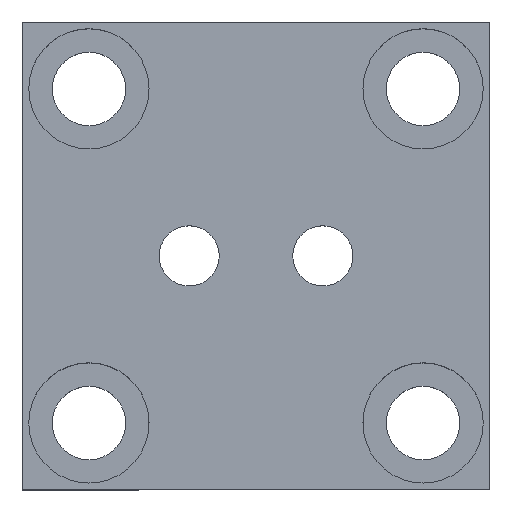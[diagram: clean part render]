
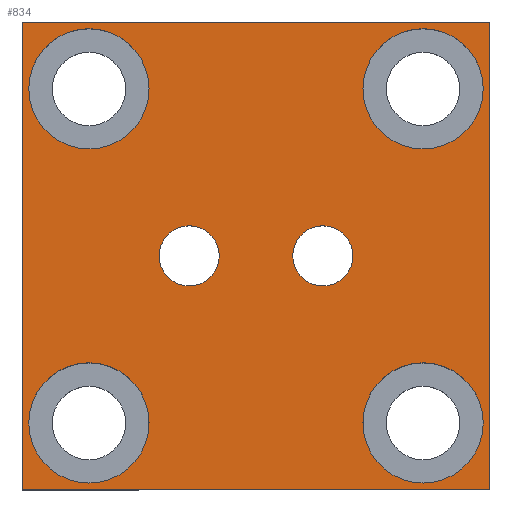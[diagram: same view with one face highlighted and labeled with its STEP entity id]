
A CAD part, top view. The second image highlights one B-rep face of the part: STEP entity #834.
In plain terms, the highlighted planar face has unit normal (0, 0, 1).
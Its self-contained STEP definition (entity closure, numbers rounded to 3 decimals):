
#7 = FACE_BOUND ( 'NONE', #551, .T. ) ;
#10 = ORIENTED_EDGE ( 'NONE', *, *, #611, .F. ) ;
#26 = EDGE_CURVE ( 'NONE', #1143, #657, #1018, .T. ) ;
#45 = VERTEX_POINT ( 'NONE', #769 ) ;
#52 = EDGE_CURVE ( 'NONE', #102, #924, #576, .T. ) ;
#56 = VECTOR ( 'NONE', #1140, 1000. ) ;
#57 = DIRECTION ( 'NONE',  ( 0., 0., 1. ) ) ;
#59 = DIRECTION ( 'NONE',  ( 0., 0., 1. ) ) ;
#68 = CARTESIAN_POINT ( 'NONE',  ( -14.5, 0., 20. ) ) ;
#70 = EDGE_CURVE ( 'NONE', #759, #578, #230, .T. ) ;
#76 = DIRECTION ( 'NONE',  ( 1., 0., 0. ) ) ;
#78 = CARTESIAN_POINT ( 'NONE',  ( 35., -35., 20. ) ) ;
#80 = DIRECTION ( 'NONE',  ( 0., 0., 1. ) ) ;
#82 = CARTESIAN_POINT ( 'NONE',  ( -34., -25., 20. ) ) ;
#84 = FACE_BOUND ( 'NONE', #353, .T. ) ;
#92 = DIRECTION ( 'NONE',  ( 1., 0., 0. ) ) ;
#96 = CIRCLE ( 'NONE', #904, 4.5 ) ;
#102 = VERTEX_POINT ( 'NONE', #68 ) ;
#103 = VERTEX_POINT ( 'NONE', #159 ) ;
#107 = FACE_BOUND ( 'NONE', #1107, .T. ) ;
#128 = CIRCLE ( 'NONE', #188, 9. ) ;
#130 = ORIENTED_EDGE ( 'NONE', *, *, #645, .F. ) ;
#132 = ORIENTED_EDGE ( 'NONE', *, *, #70, .F. ) ;
#136 = CARTESIAN_POINT ( 'NONE',  ( -10., 0., 20. ) ) ;
#145 = ORIENTED_EDGE ( 'NONE', *, *, #1148, .F. ) ;
#159 = CARTESIAN_POINT ( 'NONE',  ( 34., -25., 20. ) ) ;
#167 = CARTESIAN_POINT ( 'NONE',  ( 16., -25., 20. ) ) ;
#168 = FACE_OUTER_BOUND ( 'NONE', #1005, .T. ) ;
#174 = EDGE_CURVE ( 'NONE', #508, #45, #1058, .T. ) ;
#178 = DIRECTION ( 'NONE',  ( 1., 0., 0. ) ) ;
#183 = FACE_BOUND ( 'NONE', #581, .T. ) ;
#188 = AXIS2_PLACEMENT_3D ( 'NONE', #670, #509, #500 ) ;
#191 = ORIENTED_EDGE ( 'NONE', *, *, #568, .F. ) ;
#193 = EDGE_CURVE ( 'NONE', #217, #1143, #443, .T. ) ;
#197 = CARTESIAN_POINT ( 'NONE',  ( -35., -35., 20. ) ) ;
#217 = VERTEX_POINT ( 'NONE', #78 ) ;
#230 = CIRCLE ( 'NONE', #952, 4.5 ) ;
#234 = AXIS2_PLACEMENT_3D ( 'NONE', #1024, #664, #672 ) ;
#236 = EDGE_CURVE ( 'NONE', #657, #996, #588, .T. ) ;
#237 = DIRECTION ( 'NONE',  ( 1., 0., 0. ) ) ;
#241 = CARTESIAN_POINT ( 'NONE',  ( 16., 25., 20. ) ) ;
#243 = LINE ( 'NONE', #567, #1101 ) ;
#267 = DIRECTION ( 'NONE',  ( 1., 0., 0. ) ) ;
#270 = EDGE_LOOP ( 'NONE', ( #289, #324 ) ) ;
#272 = PLANE ( 'NONE',  #850 ) ;
#289 = ORIENTED_EDGE ( 'NONE', *, *, #721, .F. ) ;
#295 = VERTEX_POINT ( 'NONE', #82 ) ;
#313 = DIRECTION ( 'NONE',  ( 1., 0., 0. ) ) ;
#323 = DIRECTION ( 'NONE',  ( 0., 0., 1. ) ) ;
#324 = ORIENTED_EDGE ( 'NONE', *, *, #1030, .F. ) ;
#332 = VECTOR ( 'NONE', #773, 1000. ) ;
#343 = EDGE_CURVE ( 'NONE', #45, #508, #387, .T. ) ;
#346 = AXIS2_PLACEMENT_3D ( 'NONE', #783, #698, #178 ) ;
#348 = DIRECTION ( 'NONE',  ( 0., 0., 1. ) ) ;
#353 = EDGE_LOOP ( 'NONE', ( #1130, #130 ) ) ;
#362 = CARTESIAN_POINT ( 'NONE',  ( 35., -35., 20. ) ) ;
#377 = AXIS2_PLACEMENT_3D ( 'NONE', #593, #59, #76 ) ;
#378 = EDGE_LOOP ( 'NONE', ( #132, #550 ) ) ;
#382 = ORIENTED_EDGE ( 'NONE', *, *, #343, .F. ) ;
#387 = CIRCLE ( 'NONE', #543, 9. ) ;
#402 = CIRCLE ( 'NONE', #234, 9. ) ;
#411 = CARTESIAN_POINT ( 'NONE',  ( 34., 25., 20. ) ) ;
#443 = LINE ( 'NONE', #362, #332 ) ;
#451 = CARTESIAN_POINT ( 'NONE',  ( 25., -25., 20. ) ) ;
#487 = ORIENTED_EDGE ( 'NONE', *, *, #174, .F. ) ;
#493 = EDGE_CURVE ( 'NONE', #996, #217, #243, .T. ) ;
#500 = DIRECTION ( 'NONE',  ( 1., 0., 0. ) ) ;
#504 = ORIENTED_EDGE ( 'NONE', *, *, #26, .T. ) ;
#508 = VERTEX_POINT ( 'NONE', #1028 ) ;
#509 = DIRECTION ( 'NONE',  ( 0., 0., 1. ) ) ;
#521 = CARTESIAN_POINT ( 'NONE',  ( -10., 0., 20. ) ) ;
#543 = AXIS2_PLACEMENT_3D ( 'NONE', #901, #554, #92 ) ;
#546 = VECTOR ( 'NONE', #1125, 1000. ) ;
#550 = ORIENTED_EDGE ( 'NONE', *, *, #735, .F. ) ;
#551 = EDGE_LOOP ( 'NONE', ( #145, #10 ) ) ;
#554 = DIRECTION ( 'NONE',  ( 0., 0., 1. ) ) ;
#560 = AXIS2_PLACEMENT_3D ( 'NONE', #731, #646, #923 ) ;
#564 = VERTEX_POINT ( 'NONE', #947 ) ;
#567 = CARTESIAN_POINT ( 'NONE',  ( 35., -35., 20. ) ) ;
#568 = EDGE_CURVE ( 'NONE', #694, #103, #402, .T. ) ;
#576 = CIRCLE ( 'NONE', #702, 4.5 ) ;
#578 = VERTEX_POINT ( 'NONE', #842 ) ;
#581 = EDGE_LOOP ( 'NONE', ( #718, #191 ) ) ;
#588 = LINE ( 'NONE', #887, #56 ) ;
#593 = CARTESIAN_POINT ( 'NONE',  ( -25., -25., 20. ) ) ;
#611 = EDGE_CURVE ( 'NONE', #622, #653, #128, .T. ) ;
#617 = DIRECTION ( 'NONE',  ( 1., 0., 0. ) ) ;
#622 = VERTEX_POINT ( 'NONE', #241 ) ;
#645 = EDGE_CURVE ( 'NONE', #924, #102, #755, .T. ) ;
#646 = DIRECTION ( 'NONE',  ( 0., 0., 1. ) ) ;
#649 = FACE_BOUND ( 'NONE', #270, .T. ) ;
#653 = VERTEX_POINT ( 'NONE', #411 ) ;
#657 = VERTEX_POINT ( 'NONE', #968 ) ;
#664 = DIRECTION ( 'NONE',  ( 0., 0., 1. ) ) ;
#670 = CARTESIAN_POINT ( 'NONE',  ( 25., 25., 20. ) ) ;
#672 = DIRECTION ( 'NONE',  ( 1., 0., 0. ) ) ;
#694 = VERTEX_POINT ( 'NONE', #167 ) ;
#698 = DIRECTION ( 'NONE',  ( 0., 0., 1. ) ) ;
#702 = AXIS2_PLACEMENT_3D ( 'NONE', #521, #959, #237 ) ;
#718 = ORIENTED_EDGE ( 'NONE', *, *, #800, .F. ) ;
#721 = EDGE_CURVE ( 'NONE', #564, #295, #785, .T. ) ;
#728 = ORIENTED_EDGE ( 'NONE', *, *, #193, .T. ) ;
#731 = CARTESIAN_POINT ( 'NONE',  ( 25., 25., 20. ) ) ;
#735 = EDGE_CURVE ( 'NONE', #578, #759, #96, .T. ) ;
#742 = AXIS2_PLACEMENT_3D ( 'NONE', #927, #323, #918 ) ;
#755 = CIRCLE ( 'NONE', #884, 4.5 ) ;
#756 = DIRECTION ( 'NONE',  ( 1., 0., 0. ) ) ;
#759 = VERTEX_POINT ( 'NONE', #766 ) ;
#766 = CARTESIAN_POINT ( 'NONE',  ( 5.5, 0., 20. ) ) ;
#769 = CARTESIAN_POINT ( 'NONE',  ( -34., 25., 20. ) ) ;
#773 = DIRECTION ( 'NONE',  ( 0., 1., 0. ) ) ;
#781 = CIRCLE ( 'NONE', #742, 9. ) ;
#783 = CARTESIAN_POINT ( 'NONE',  ( -25., 25., 20. ) ) ;
#784 = CIRCLE ( 'NONE', #1142, 9. ) ;
#785 = CIRCLE ( 'NONE', #377, 9. ) ;
#798 = DIRECTION ( 'NONE',  ( 0., 0., 1. ) ) ;
#800 = EDGE_CURVE ( 'NONE', #103, #694, #784, .T. ) ;
#834 = ADVANCED_FACE ( 'NONE', ( #7, #183, #649, #107, #1137, #168, #84 ), #272, .T. ) ;
#838 = ORIENTED_EDGE ( 'NONE', *, *, #236, .T. ) ;
#842 = CARTESIAN_POINT ( 'NONE',  ( 14.5, 0., 20. ) ) ;
#844 = CARTESIAN_POINT ( 'NONE',  ( 35., 35., 20. ) ) ;
#850 = AXIS2_PLACEMENT_3D ( 'NONE', #1158, #80, #267 ) ;
#858 = DIRECTION ( 'NONE',  ( 0., 0., 1. ) ) ;
#860 = DIRECTION ( 'NONE',  ( 1., 0., 0. ) ) ;
#884 = AXIS2_PLACEMENT_3D ( 'NONE', #136, #858, #860 ) ;
#887 = CARTESIAN_POINT ( 'NONE',  ( -35., -35., 20. ) ) ;
#898 = CIRCLE ( 'NONE', #560, 9. ) ;
#901 = CARTESIAN_POINT ( 'NONE',  ( -25., 25., 20. ) ) ;
#904 = AXIS2_PLACEMENT_3D ( 'NONE', #955, #348, #1042 ) ;
#911 = ORIENTED_EDGE ( 'NONE', *, *, #493, .T. ) ;
#918 = DIRECTION ( 'NONE',  ( 1., 0., 0. ) ) ;
#923 = DIRECTION ( 'NONE',  ( 1., 0., 0. ) ) ;
#924 = VERTEX_POINT ( 'NONE', #998 ) ;
#927 = CARTESIAN_POINT ( 'NONE',  ( -25., -25., 20. ) ) ;
#947 = CARTESIAN_POINT ( 'NONE',  ( -16., -25., 20. ) ) ;
#952 = AXIS2_PLACEMENT_3D ( 'NONE', #957, #57, #756 ) ;
#955 = CARTESIAN_POINT ( 'NONE',  ( 10., 0., 20. ) ) ;
#957 = CARTESIAN_POINT ( 'NONE',  ( 10., 0., 20. ) ) ;
#959 = DIRECTION ( 'NONE',  ( 0., 0., 1. ) ) ;
#968 = CARTESIAN_POINT ( 'NONE',  ( -35., 35., 20. ) ) ;
#996 = VERTEX_POINT ( 'NONE', #197 ) ;
#998 = CARTESIAN_POINT ( 'NONE',  ( -5.5, 0., 20. ) ) ;
#1005 = EDGE_LOOP ( 'NONE', ( #838, #911, #728, #504 ) ) ;
#1018 = LINE ( 'NONE', #1049, #546 ) ;
#1024 = CARTESIAN_POINT ( 'NONE',  ( 25., -25., 20. ) ) ;
#1028 = CARTESIAN_POINT ( 'NONE',  ( -16., 25., 20. ) ) ;
#1030 = EDGE_CURVE ( 'NONE', #295, #564, #781, .T. ) ;
#1042 = DIRECTION ( 'NONE',  ( 1., 0., 0. ) ) ;
#1049 = CARTESIAN_POINT ( 'NONE',  ( 35., 35., 20. ) ) ;
#1058 = CIRCLE ( 'NONE', #346, 9. ) ;
#1101 = VECTOR ( 'NONE', #313, 1000. ) ;
#1107 = EDGE_LOOP ( 'NONE', ( #487, #382 ) ) ;
#1125 = DIRECTION ( 'NONE',  ( -1., 0., 0. ) ) ;
#1130 = ORIENTED_EDGE ( 'NONE', *, *, #52, .F. ) ;
#1137 = FACE_BOUND ( 'NONE', #378, .T. ) ;
#1140 = DIRECTION ( 'NONE',  ( 0., -1., 0. ) ) ;
#1142 = AXIS2_PLACEMENT_3D ( 'NONE', #451, #798, #617 ) ;
#1143 = VERTEX_POINT ( 'NONE', #844 ) ;
#1148 = EDGE_CURVE ( 'NONE', #653, #622, #898, .T. ) ;
#1158 = CARTESIAN_POINT ( 'NONE',  ( 0., 0., 20. ) ) ;
